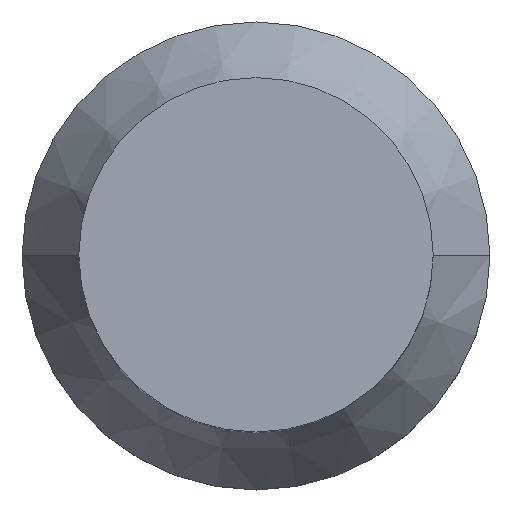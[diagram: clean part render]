
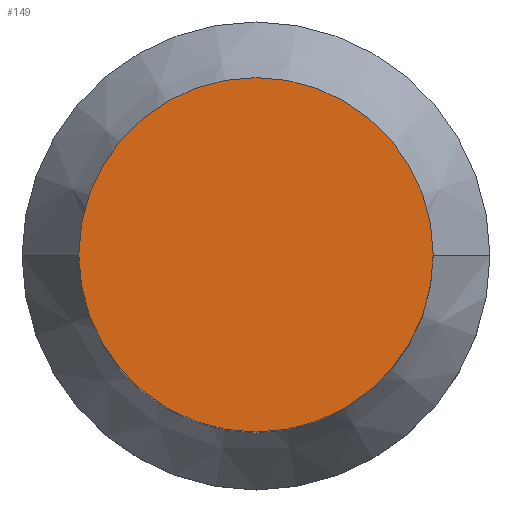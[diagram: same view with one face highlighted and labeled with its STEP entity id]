
A CAD part, top view. The second image highlights one B-rep face of the part: STEP entity #149.
In plain terms, the highlighted planar face has unit normal (0, 0, 1).
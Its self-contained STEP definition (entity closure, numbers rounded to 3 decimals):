
#83=FACE_OUTER_BOUND('',#180,.T.);
#149=ADVANCED_FACE('',(#83),#165,.T.);
#165=PLANE('',#507);
#180=EDGE_LOOP('',(#249,#250));
#249=ORIENTED_EDGE('',*,*,#391,.T.);
#250=ORIENTED_EDGE('',*,*,#388,.F.);
#341=VERTEX_POINT('',#724);
#342=VERTEX_POINT('',#725);
#388=EDGE_CURVE('',#341,#342,#444,.T.);
#391=EDGE_CURVE('',#341,#342,#445,.T.);
#444=CIRCLE('',#503,1.25);
#445=CIRCLE('',#505,1.25);
#503=AXIS2_PLACEMENT_3D('',#723,#602,#603);
#505=AXIS2_PLACEMENT_3D('',#729,#608,#609);
#507=AXIS2_PLACEMENT_3D('',#731,#612,#613);
#602=DIRECTION('',(0.,0.,-1.));
#603=DIRECTION('',(1.,0.,0.));
#608=DIRECTION('',(0.,0.,1.));
#609=DIRECTION('',(1.,0.,0.));
#612=DIRECTION('',(0.,0.,1.));
#613=DIRECTION('',(1.,0.,0.));
#723=CARTESIAN_POINT('',(0.,0.,5.5));
#724=CARTESIAN_POINT('',(1.25,0.,5.5));
#725=CARTESIAN_POINT('',(-1.25,0.,5.5));
#729=CARTESIAN_POINT('',(0.,0.,5.5));
#731=CARTESIAN_POINT('',(0.,0.,5.5));
